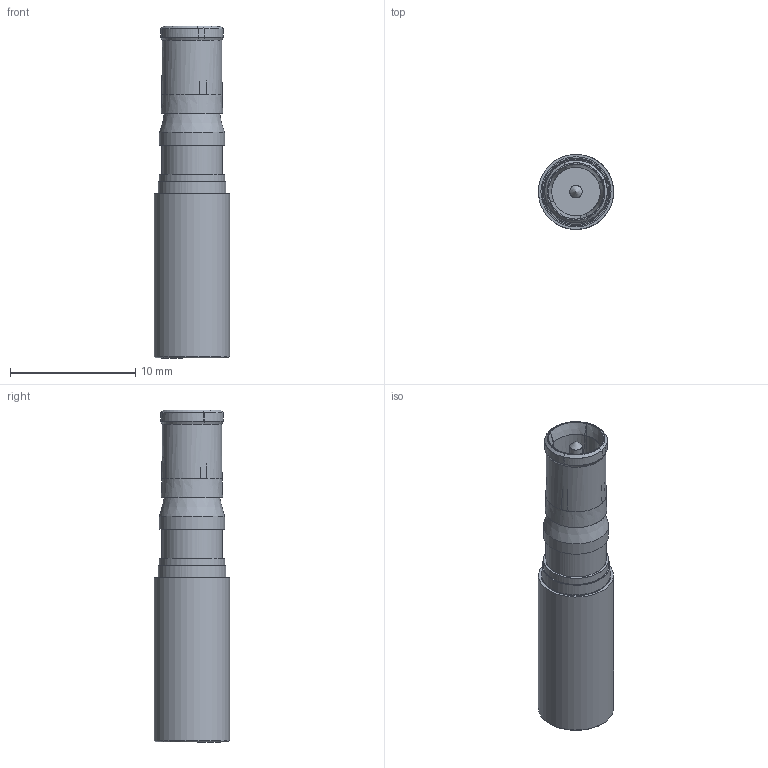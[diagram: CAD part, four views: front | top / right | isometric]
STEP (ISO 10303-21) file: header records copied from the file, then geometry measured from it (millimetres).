
FILE_DESCRIPTION(/* description */ (''),/* implementation_level */ '2;1');
FILE_NAME(/* name */ '100739146ugm000_a.stp',/* time_stamp */ '2017-10-26T13:24:53+02:00',/* author */ (''),/* organization */ (''),/* preprocessor_version */ 'ST-DEVELOPER v16',/* originating_system */ 'SIEMENS PLM Software NX 10.0',/* authorisation */ '');
FILE_SCHEMA (('AUTOMOTIVE_DESIGN { 1 0 10303 214 3 1 1 1 }'));
Length unit declared in the file: millimetre
Products named in the file (1): 100739146ugm000_a
Bounding box: 6 x 5.99 x 26.5 mm (x, y, z)
Volume: 474.2 mm3; surface area: 1381 mm2
Topology: 2 solids, 4 shells, 175 faces, 537 edges, 471 vertices
Faces by surface type: plane 101, cylinder 43, cone 23, revolution 6, extrusion 2
Full cylindrical faces by diameter (mm): 0.342 x1, 0.404 x1, 1 x2, 4.4 x2, 4.8 x3, 5.2 x3, 5.4 x2, 5.6 x1, 6 x1
Entity records: 6757 total; most frequent: CARTESIAN_POINT 1765, DIRECTION 985, ORIENTED_EDGE 784, EDGE_CURVE 401, AXIS2_PLACEMENT_3D 365, VERTEX_POINT 282, VECTOR 249, LINE 247
